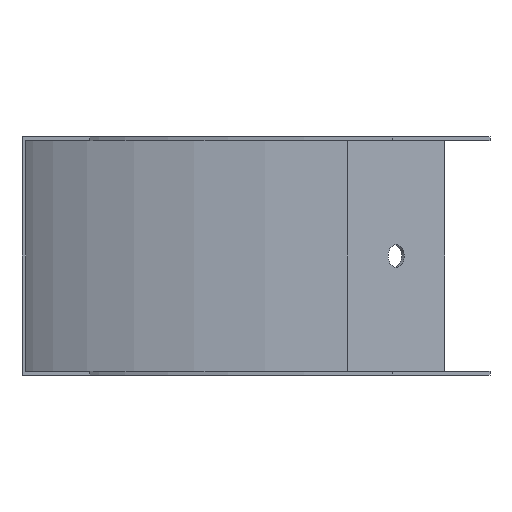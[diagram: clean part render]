
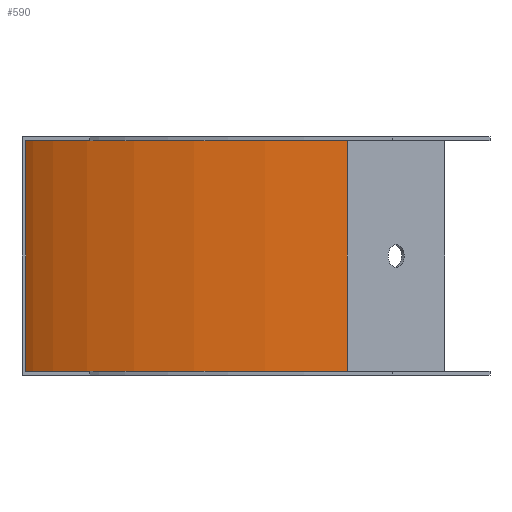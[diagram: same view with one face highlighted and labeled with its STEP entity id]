
A CAD part, front view. The second image highlights one B-rep face of the part: STEP entity #590.
In plain terms, the highlighted cylindrical face has radius 240 mm (diameter 480 mm), a partial arc.
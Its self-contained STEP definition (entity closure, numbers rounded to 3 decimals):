
#23 = CIRCLE ( 'NONE', #392, 240. ) ;
#44 = CYLINDRICAL_SURFACE ( 'NONE', #382, 240. ) ;
#48 = FACE_OUTER_BOUND ( 'NONE', #317, .T. ) ;
#99 = CIRCLE ( 'NONE', #335, 240. ) ;
#123 = VECTOR ( 'NONE', #546, 1000. ) ;
#126 = LINE ( 'NONE', #548, #123 ) ;
#130 = VECTOR ( 'NONE', #563, 1000. ) ;
#135 = LINE ( 'NONE', #573, #130 ) ;
#183 = ORIENTED_EDGE ( 'NONE', *, *, #386, .F. ) ;
#210 = ORIENTED_EDGE ( 'NONE', *, *, #347, .F. ) ;
#216 = VERTEX_POINT ( 'NONE', #564 ) ;
#220 = VERTEX_POINT ( 'NONE', #541 ) ;
#248 = VERTEX_POINT ( 'NONE', #519 ) ;
#254 = VERTEX_POINT ( 'NONE', #505 ) ;
#280 = ORIENTED_EDGE ( 'NONE', *, *, #378, .T. ) ;
#289 = ORIENTED_EDGE ( 'NONE', *, *, #379, .T. ) ;
#317 = EDGE_LOOP ( 'NONE', ( #210, #280, #289, #183 ) ) ;
#335 = AXIS2_PLACEMENT_3D ( 'NONE', #556, #555, #554 ) ;
#347 = EDGE_CURVE ( 'NONE', #254, #248, #23, .T. ) ;
#378 = EDGE_CURVE ( 'NONE', #254, #220, #135, .T. ) ;
#379 = EDGE_CURVE ( 'NONE', #220, #216, #99, .T. ) ;
#382 = AXIS2_PLACEMENT_3D ( 'NONE', #666, #663, #660 ) ;
#386 = EDGE_CURVE ( 'NONE', #248, #216, #126, .T. ) ;
#392 = AXIS2_PLACEMENT_3D ( 'NONE', #443, #442, #441 ) ;
#441 = DIRECTION ( 'NONE',  ( -1., 0., 0. ) ) ;
#442 = DIRECTION ( 'NONE',  ( 0., 0., 1. ) ) ;
#443 = CARTESIAN_POINT ( 'NONE',  ( 240., 30.048, -50.4 ) ) ;
#505 = CARTESIAN_POINT ( 'NONE',  ( 70.294, 199.753, -50.4 ) ) ;
#519 = CARTESIAN_POINT ( 'NONE',  ( 0., 30.048, -50.4 ) ) ;
#541 = CARTESIAN_POINT ( 'NONE',  ( 70.294, 199.753, 0. ) ) ;
#546 = DIRECTION ( 'NONE',  ( 0., 0., 1. ) ) ;
#548 = CARTESIAN_POINT ( 'NONE',  ( 0., 30.048, -51.2 ) ) ;
#554 = DIRECTION ( 'NONE',  ( -1., 0., 0. ) ) ;
#555 = DIRECTION ( 'NONE',  ( 0., 0., 1. ) ) ;
#556 = CARTESIAN_POINT ( 'NONE',  ( 240., 30.048, 0. ) ) ;
#563 = DIRECTION ( 'NONE',  ( 0., 0., 1. ) ) ;
#564 = CARTESIAN_POINT ( 'NONE',  ( 0., 30.048, 0. ) ) ;
#573 = CARTESIAN_POINT ( 'NONE',  ( 70.294, 199.753, -51.2 ) ) ;
#590 = ADVANCED_FACE ( 'NONE', ( #48 ), #44, .F. ) ;
#660 = DIRECTION ( 'NONE',  ( 1., 0., 0. ) ) ;
#663 = DIRECTION ( 'NONE',  ( 0., 0., 1. ) ) ;
#666 = CARTESIAN_POINT ( 'NONE',  ( 240., 30.048, -51.2 ) ) ;
